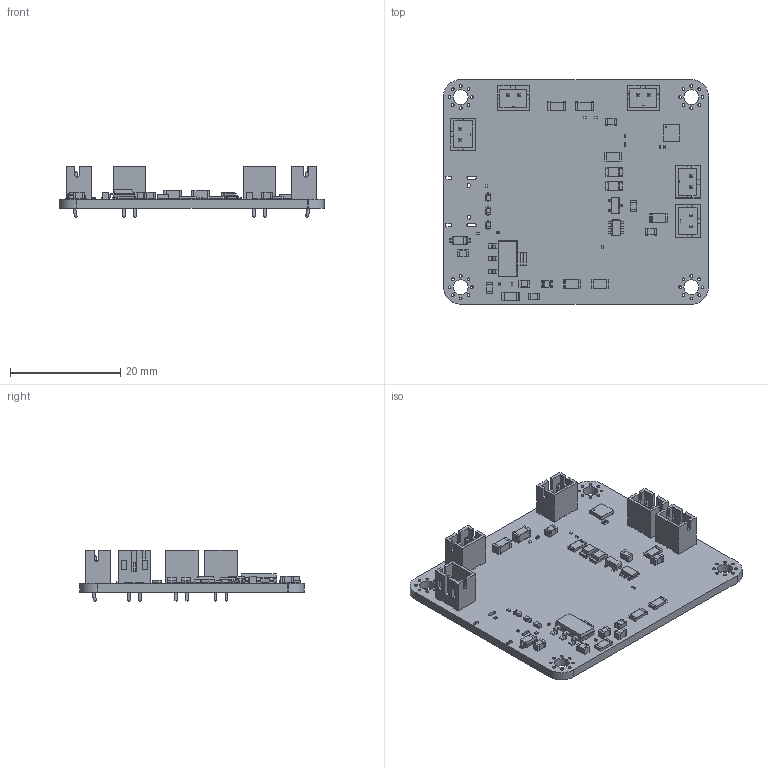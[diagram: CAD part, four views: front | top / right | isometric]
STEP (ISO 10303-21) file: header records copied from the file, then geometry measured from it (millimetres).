
FILE_DESCRIPTION(('KiCad electronic assembly'),'2;1');
FILE_NAME('FiresmartMax.step','2025-07-03T21:57:24',('Pcbnew'),('Kicad') ,'Open CASCADE STEP processor 7.8','KiCad to STEP converter','Unknown' );
FILE_SCHEMA(('AUTOMOTIVE_DESIGN { 1 0 10303 214 1 1 1 1 }'));
Length unit declared in the file: millimetre
Products named in the file (32): FiresmartMax 1; R_0201_0603Metric; C_0805_2012Metric; JST_PH_B2B-PH-K_1x02_P2.00mm_Vertical; JST_B2B_PH_K; Fuse_1206_3216Metric; R_1206_3216Metric; C_0201_0603Metric; D_0805_2012Metric; D_0805; D_SOD-523; D_SOD_523; Bosch_LGA-8_3x3mm_P0.8mm_ClockwisePinNumbering; Bosch_LGA_8_3x3mm_P08mm_ClockwisePinNumbering; LED_1206_3216Metric; C_1206_3216Metric; SOT-223; SOT_223; SOT-23; SOT_23; D_SOD-123; D_SOD_123; TSOT-23-6; TSOT_23_6; FiresmartMax_PCB
Assembly tree (58 placements, depth 3):
  FiresmartMax 1
    R_0201_0603Metric  x6
      R_0201_0603Metric
    C_0805_2012Metric  x7
      C_0805_2012Metric
    JST_PH_B2B-PH-K_1x02_P2.00mm_Vertical  x5
      JST_B2B_PH_K
    Fuse_1206_3216Metric
      Fuse_1206_3216Metric
    R_1206_3216Metric  x4
      R_1206_3216Metric
    C_0201_0603Metric  x6
      C_0201_0603Metric
    D_0805_2012Metric
      D_0805
    D_SOD-523  x3
      D_SOD_523
    Bosch_LGA-8_3x3mm_P0.8mm_ClockwisePinNumbering
      Bosch_LGA_8_3x3mm_P08mm_ClockwisePinNumbering
    LED_1206_3216Metric  x2
      LED_1206_3216Metric
    C_1206_3216Metric  x2
      C_1206_3216Metric
    SOT-223
      SOT_223
    SOT-23
      SOT_23
    D_SOD-123
      D_SOD_123
    TSOT-23-6
      TSOT_23_6
    FiresmartMax_PCB
Bounding box: 48.24 x 40.81 x 9.4 mm (x, y, z)
Volume: 3615 mm3; surface area: 6148.3 mm2
Topology: 43 solids, 43 shells, 1861 faces, 4852 edges, 3138 vertices
Faces by surface type: plane 1303, cylinder 429, bspline 129
Full cylindrical faces by diameter (mm): 0.2 x1, 0.5 x32, 0.65 x2, 0.75 x10, 2.7 x4
Entity records: 31461 total; most frequent: CARTESIAN_POINT 4974, ORIENTED_EDGE 4334, DIRECTION 4019, EDGE_CURVE 2167, LINE 1633, VECTOR 1633, VERTEX_POINT 1380, AXIS2_PLACEMENT_3D 1193
